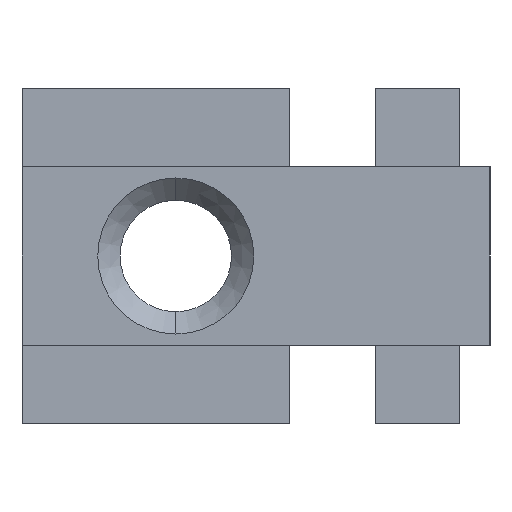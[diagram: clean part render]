
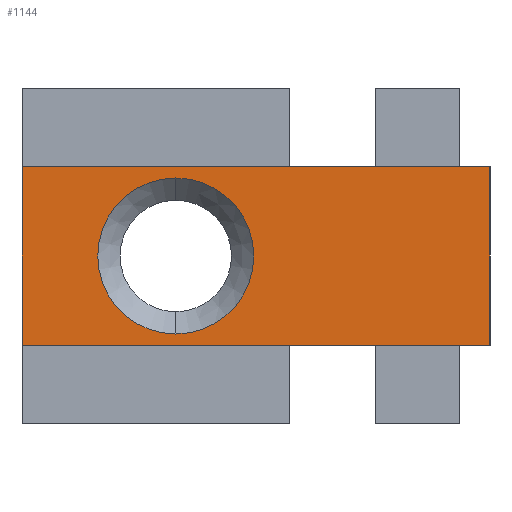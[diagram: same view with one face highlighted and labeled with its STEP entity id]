
A CAD part, left-side view. The second image highlights one B-rep face of the part: STEP entity #1144.
In plain terms, the highlighted planar face has unit normal (-1, 0, 0).
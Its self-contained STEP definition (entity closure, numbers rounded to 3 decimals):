
#82 = CARTESIAN_POINT ( 'NONE',  ( 0., 0., 4. ) ) ;
#138 = DIRECTION ( 'NONE',  ( 1., 0., 0. ) ) ;
#146 = CARTESIAN_POINT ( 'NONE',  ( 0., 14.1, 3.5 ) ) ;
#179 = VECTOR ( 'NONE', #924, 1000. ) ;
#351 = ORIENTED_EDGE ( 'NONE', *, *, #1345, .F. ) ;
#423 = CARTESIAN_POINT ( 'NONE',  ( 0., 0., 4. ) ) ;
#428 = AXIS2_PLACEMENT_3D ( 'NONE', #1328, #1676, #477 ) ;
#442 = ORIENTED_EDGE ( 'NONE', *, *, #1684, .T. ) ;
#477 = DIRECTION ( 'NONE',  ( 0., 0., -1. ) ) ;
#500 = VERTEX_POINT ( 'NONE', #1623 ) ;
#596 = DIRECTION ( 'NONE',  ( 0., 0., -1. ) ) ;
#659 = FACE_OUTER_BOUND ( 'NONE', #1709, .T. ) ;
#672 = VECTOR ( 'NONE', #1847, 1000. ) ;
#698 = ORIENTED_EDGE ( 'NONE', *, *, #1330, .T. ) ;
#828 = CIRCLE ( 'NONE', #1875, 3.5 ) ;
#924 = DIRECTION ( 'NONE',  ( 0., 0., -1. ) ) ;
#954 = FACE_BOUND ( 'NONE', #2169, .T. ) ;
#967 = AXIS2_PLACEMENT_3D ( 'NONE', #423, #2031, #596 ) ;
#973 = DIRECTION ( 'NONE',  ( 0., 0., -1. ) ) ;
#979 = EDGE_CURVE ( 'NONE', #1730, #500, #2086, .T. ) ;
#983 = VERTEX_POINT ( 'NONE', #1024 ) ;
#986 = CARTESIAN_POINT ( 'NONE',  ( 0., 21., 4. ) ) ;
#1024 = CARTESIAN_POINT ( 'NONE',  ( 0., 0., -4. ) ) ;
#1046 = CARTESIAN_POINT ( 'NONE',  ( 0., 0., 4. ) ) ;
#1110 = EDGE_CURVE ( 'NONE', #1169, #1671, #1903, .T. ) ;
#1144 = ADVANCED_FACE ( 'NONE', ( #954, #659 ), #2083, .F. ) ;
#1169 = VERTEX_POINT ( 'NONE', #986 ) ;
#1179 = CARTESIAN_POINT ( 'NONE',  ( 0., 14.1, 0. ) ) ;
#1280 = LINE ( 'NONE', #1806, #179 ) ;
#1328 = CARTESIAN_POINT ( 'NONE',  ( 0., 14.1, 0. ) ) ;
#1330 = EDGE_CURVE ( 'NONE', #1671, #983, #1953, .T. ) ;
#1344 = CARTESIAN_POINT ( 'NONE',  ( 0., 21., -4. ) ) ;
#1345 = EDGE_CURVE ( 'NONE', #1169, #1473, #1783, .T. ) ;
#1351 = DIRECTION ( 'NONE',  ( 0., 0., -1. ) ) ;
#1382 = CARTESIAN_POINT ( 'NONE',  ( 0., 0., -4. ) ) ;
#1430 = VECTOR ( 'NONE', #973, 1000. ) ;
#1473 = VERTEX_POINT ( 'NONE', #1046 ) ;
#1623 = CARTESIAN_POINT ( 'NONE',  ( 0., 14.1, -3.5 ) ) ;
#1654 = ORIENTED_EDGE ( 'NONE', *, *, #1799, .F. ) ;
#1671 = VERTEX_POINT ( 'NONE', #1344 ) ;
#1676 = DIRECTION ( 'NONE',  ( 1., 0., 0. ) ) ;
#1677 = ORIENTED_EDGE ( 'NONE', *, *, #1110, .T. ) ;
#1684 = EDGE_CURVE ( 'NONE', #500, #1730, #828, .T. ) ;
#1709 = EDGE_LOOP ( 'NONE', ( #698, #1654, #351, #1677 ) ) ;
#1730 = VERTEX_POINT ( 'NONE', #146 ) ;
#1783 = LINE ( 'NONE', #82, #672 ) ;
#1799 = EDGE_CURVE ( 'NONE', #1473, #983, #1280, .T. ) ;
#1806 = CARTESIAN_POINT ( 'NONE',  ( 0., 0., 4. ) ) ;
#1847 = DIRECTION ( 'NONE',  ( 0., -1., 0. ) ) ;
#1875 = AXIS2_PLACEMENT_3D ( 'NONE', #1179, #138, #1351 ) ;
#1903 = LINE ( 'NONE', #1997, #1430 ) ;
#1913 = VECTOR ( 'NONE', #1931, 1000. ) ;
#1931 = DIRECTION ( 'NONE',  ( 0., -1., 0. ) ) ;
#1953 = LINE ( 'NONE', #1382, #1913 ) ;
#1974 = ORIENTED_EDGE ( 'NONE', *, *, #979, .T. ) ;
#1997 = CARTESIAN_POINT ( 'NONE',  ( 0., 21., 4. ) ) ;
#2031 = DIRECTION ( 'NONE',  ( 1., 0., 0. ) ) ;
#2083 = PLANE ( 'NONE',  #967 ) ;
#2086 = CIRCLE ( 'NONE', #428, 3.5 ) ;
#2169 = EDGE_LOOP ( 'NONE', ( #1974, #442 ) ) ;
